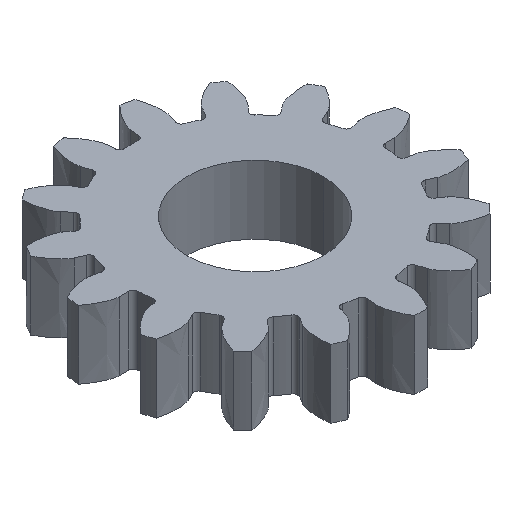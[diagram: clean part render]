
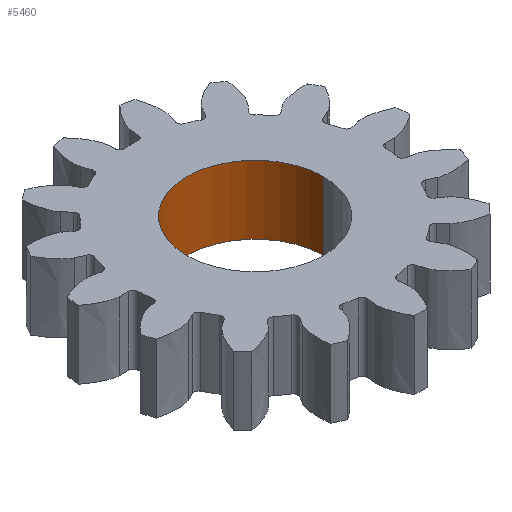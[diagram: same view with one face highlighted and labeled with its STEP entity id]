
A CAD part, isometric view. The second image highlights one B-rep face of the part: STEP entity #5460.
In plain terms, the highlighted cylindrical face has radius 35 mm (diameter 70 mm), a partial arc.
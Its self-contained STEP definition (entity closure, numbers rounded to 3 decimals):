
#1=CARTESIAN_POINT('POINT1',(35.,0.,-17.5));
#2=VERTEX_POINT('VERTEX1',#1);
#3=CARTESIAN_POINT('POINT2',(-35.,0.,-17.5))
   ;
#4=VERTEX_POINT('VERTEX2',#3);
#12=CARTESIAN_POINT('POS2',(0.,0.,-17.5));
#13=DIRECTION('DIR3',(0.,0.,1.));
#14=DIRECTION('DIR4',(-1.,0.,0.));
#15=AXIS2_PLACEMENT_3D('AXIS2',#12,#13,#14);
#16=CIRCLE('ELLIPSE2',#15,35.);
#17=EDGE_CURVE('EDGE2',#4,#2,#16,.F.);
#5429=CARTESIAN_POINT('POINT243',(-35.,0.,17.5));
#5430=VERTEX_POINT('VERTEX243',#5429);
#5431=CARTESIAN_POINT('POS394',(-35.,0.,17.5));
#5432=DIRECTION('DIR607',(0.,0.,-1.));
#5433=VECTOR('VEC181',#5432,10.);
#5434=LINE('STRAIGHT181',#5431,#5433);
#5435=EDGE_CURVE('EDGE363',#5430,#4,#5434,.T.);
#5436=ORIENTED_EDGE('COEDGE603',*,*,#5435,.T.);
#5437=ORIENTED_EDGE('COEDGE604',*,*,#17,.T.);
#5438=CARTESIAN_POINT('POINT244',(35.,0.,17.5));
#5439=VERTEX_POINT('VERTEX244',#5438);
#5440=CARTESIAN_POINT('POS395',(35.,0.,17.5
   ));
#5441=DIRECTION('DIR608',(0.,0.,-1.));
#5442=VECTOR('VEC182',#5441,10.);
#5443=LINE('STRAIGHT182',#5440,#5442);
#5444=EDGE_CURVE('EDGE364',#5439,#2,#5443,.T.);
#5445=ORIENTED_EDGE('COEDGE605',*,*,#5444,.F.);
#5446=CARTESIAN_POINT('POS396',(0.,0.,17.5));
#5447=DIRECTION('DIR609',(0.,0.,1.));
#5448=DIRECTION('DIR610',(-1.,0.,0.));
#5449=AXIS2_PLACEMENT_3D('AXIS214',#5446,#5447,#5448);
#5450=CIRCLE('ELLIPSE123',#5449,35.);
#5451=EDGE_CURVE('EDGE365',#5430,#5439,#5450,.F.);
#5452=ORIENTED_EDGE('COEDGE606',*,*,#5451,.F.);
#5453=EDGE_LOOP('NONE',(#5436,#5437,#5445,#5452));
#5454=FACE_BOUND('LOOP1',#5453,.T.);
#5455=CARTESIAN_POINT('POS397',(0.,0.,17.5));
#5456=DIRECTION('DIR611',(0.,0.,-1.));
#5457=DIRECTION('DIR612',(-1.,0.,0.));
#5458=AXIS2_PLACEMENT_3D('AXIS215',#5455,#5456,#5457);
#5459=CYLINDRICAL_SURFACE('CONE_SURF61',#5458,35.);
#5460=ADVANCED_FACE('FACE122',(#5454),#5459,.F.);
